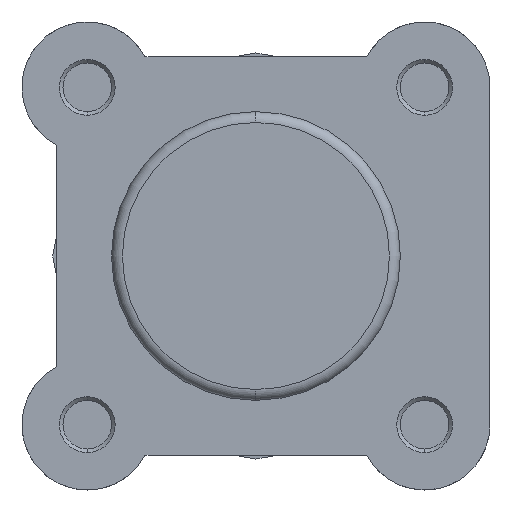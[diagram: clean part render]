
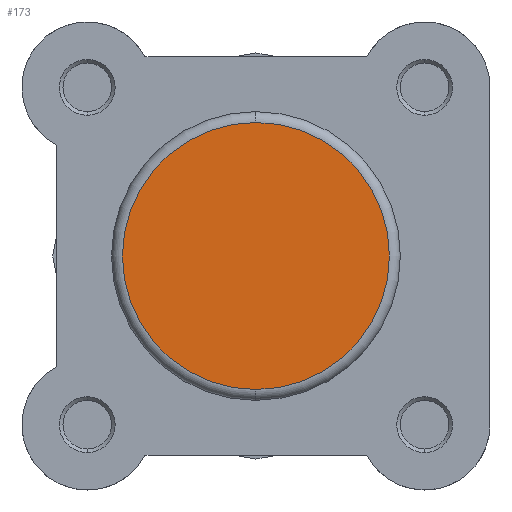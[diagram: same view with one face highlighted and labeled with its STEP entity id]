
A CAD part, left-side view. The second image highlights one B-rep face of the part: STEP entity #173.
In plain terms, the highlighted planar face has unit normal (-1, 0, 0).
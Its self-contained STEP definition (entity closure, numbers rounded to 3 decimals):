
#173 = ADVANCED_FACE ( 'NONE', ( #2743 ), #1667, .F. ) ;
#294 = EDGE_CURVE ( 'NONE', #4790, #4789, #2970, .T. ) ;
#349 = EDGE_CURVE ( 'NONE', #4789, #4790, #3046, .T. ) ;
#809 = AXIS2_PLACEMENT_3D ( 'NONE', #1666, #1669, #1670 ) ;
#897 = AXIS2_PLACEMENT_3D ( 'NONE', #2032, #2033, #2034 ) ;
#927 = AXIS2_PLACEMENT_3D ( 'NONE', #2168, #2175, #2176 ) ;
#1666 = CARTESIAN_POINT ( 'NONE',  ( 0., 0., 0. ) ) ;
#1667 = PLANE ( 'NONE',  #809 ) ;
#1669 = DIRECTION ( 'NONE',  ( 1., 0., 0. ) ) ;
#1670 = DIRECTION ( 'NONE',  ( 0., 0., -1. ) ) ;
#2032 = CARTESIAN_POINT ( 'NONE',  ( 0., 0., 0. ) ) ;
#2033 = DIRECTION ( 'NONE',  ( -1., 0., 0. ) ) ;
#2034 = DIRECTION ( 'NONE',  ( 0., 0., -1. ) ) ;
#2168 = CARTESIAN_POINT ( 'NONE',  ( 0., 0., 0. ) ) ;
#2175 = DIRECTION ( 'NONE',  ( -1., 0., 0. ) ) ;
#2176 = DIRECTION ( 'NONE',  ( 0., 0., -1. ) ) ;
#2743 = FACE_OUTER_BOUND ( 'NONE', #4893, .T. ) ;
#2970 = CIRCLE ( 'NONE', #897, 18.4 ) ;
#3046 = CIRCLE ( 'NONE', #927, 18.4 ) ;
#4090 = CARTESIAN_POINT ( 'NONE',  ( 0., 0., -18.4 ) ) ;
#4091 = CARTESIAN_POINT ( 'NONE',  ( 0., 0., 18.4 ) ) ;
#4789 = VERTEX_POINT ( 'NONE', #4090 ) ;
#4790 = VERTEX_POINT ( 'NONE', #4091 ) ;
#4893 = EDGE_LOOP ( 'NONE', ( #5446, #5441 ) ) ;
#5441 = ORIENTED_EDGE ( 'NONE', *, *, #294, .T. ) ;
#5446 = ORIENTED_EDGE ( 'NONE', *, *, #349, .T. ) ;
